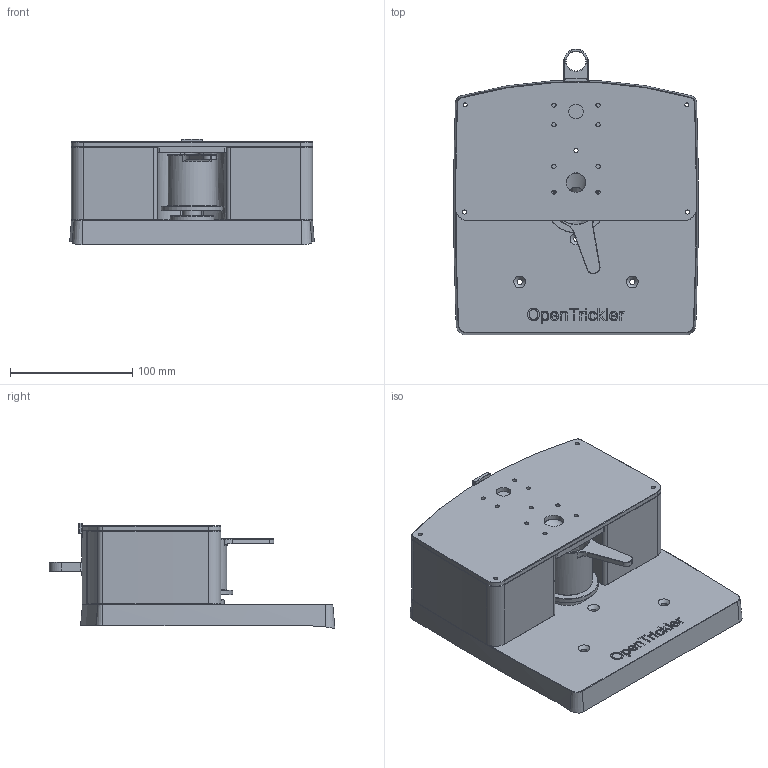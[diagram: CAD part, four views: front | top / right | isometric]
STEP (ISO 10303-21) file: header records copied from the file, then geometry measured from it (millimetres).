
FILE_DESCRIPTION(/* description */ (''),/* implementation_level */ '2;1');
FILE_NAME(/* name */ 'JJ100B_ASSEMBLY.stp',/* time_stamp */ '2023-12-11T08:31:04+01:00',/* author */ (''),/* organization */ (''),/* preprocessor_version */ 'ST-DEVELOPER v18.102',/* originating_system */ 'SIEMENS PLM Software NX2206.8501',/* authorisation */ '');
FILE_SCHEMA (('AUTOMOTIVE_DESIGN { 1 0 10303 214 3 1 1 1 }'));
Products named in the file (1): JJ100B_Grundplatte_objects
Bounding box: 199.7 x 233.32 x 86 mm (x, y, z)
Volume: 500238.8 mm3; surface area: 341726.4 mm2
Topology: 11 solids, 11 shells, 2064 faces, 5024 edges, 2984 vertices
Faces by surface type: cylinder 710, plane 613, bspline 419, cone 210, torus 63, extrusion 36, sphere 11, revolution 2
Full cylindrical faces by diameter (mm): 3.2 x2, 3.4 x29, 4 x2, 4.5 x2, 4.7 x12, 6 x6, 9 x1, 12 x2, 15 x1, 16 x2, 31.9 x1, 33 x1, 35.9 x1, 36 x2, 40 x1, 46 x1, 50 x1
Entity records: 69232 total; most frequent: CARTESIAN_POINT 22775, ORIENTED_EDGE 9692, DIRECTION 9689, EDGE_CURVE 4846, AXIS2_PLACEMENT_3D 3792, VERTEX_POINT 2969, EDGE_LOOP 2315, VECTOR 2103
